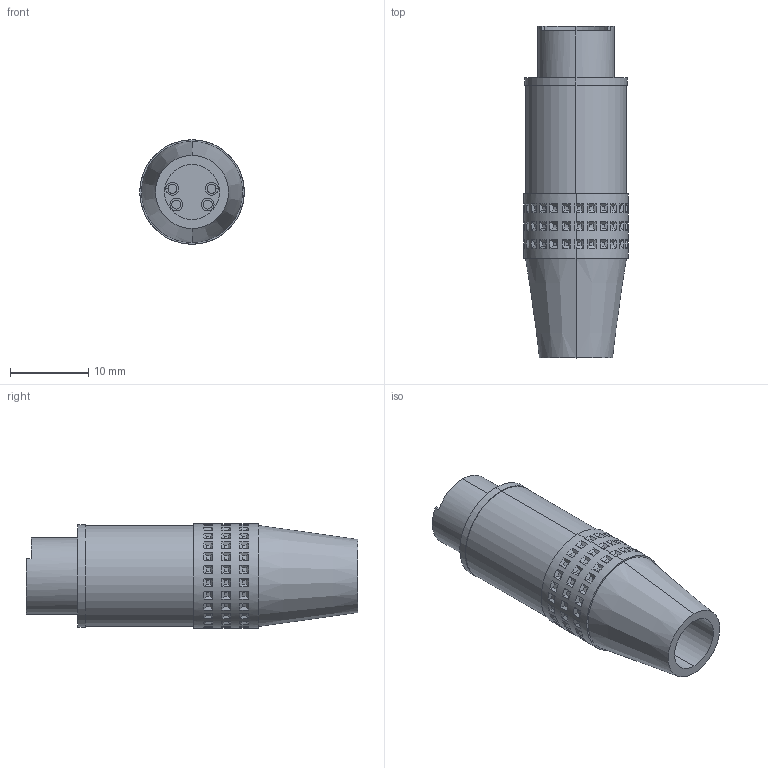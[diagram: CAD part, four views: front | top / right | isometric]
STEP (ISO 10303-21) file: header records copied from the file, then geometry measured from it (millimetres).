
FILE_DESCRIPTION (( 'STEP AP214' ), '1' );
FILE_NAME ('BAC-MD4M.STEP', '2006-08-25T19:38:00', ( 'L-COM' ), ( 'L-COM' ), 'SwSTEP 2.0', 'SolidWorks 2006052', '' );
FILE_SCHEMA (( 'AUTOMOTIVE_DESIGN' ));
Length unit declared in the file: inch
Products named in the file (3): BAC-MD4M; BAC-MD4M-MA2; BAC-MD4M-MA1
Assembly tree (2 placements, depth 2):
  BAC-MD4M
    BAC-MD4M-MA1
    BAC-MD4M-MA2
Bounding box: 13.34 x 42.39 x 13.34 mm (x, y, z)
Volume: 2215.9 mm3; surface area: 4295.9 mm2
Topology: 2 solids, 2 shells, 559 faces, 1349 edges, 878 vertices
Faces by surface type: plane 442, cylinder 71, cone 38, torus 8
Entity records: 16772 total; most frequent: CARTESIAN_POINT 3277, ORIENTED_EDGE 2698, DIRECTION 2523, EDGE_CURVE 1349, VECTOR 979, LINE 979, VERTEX_POINT 878, AXIS2_PLACEMENT_3D 772
